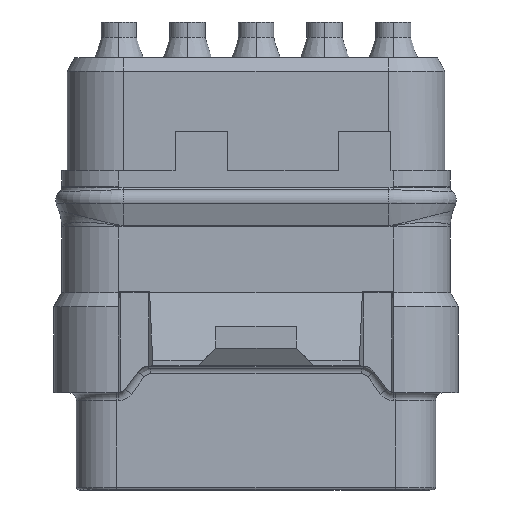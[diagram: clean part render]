
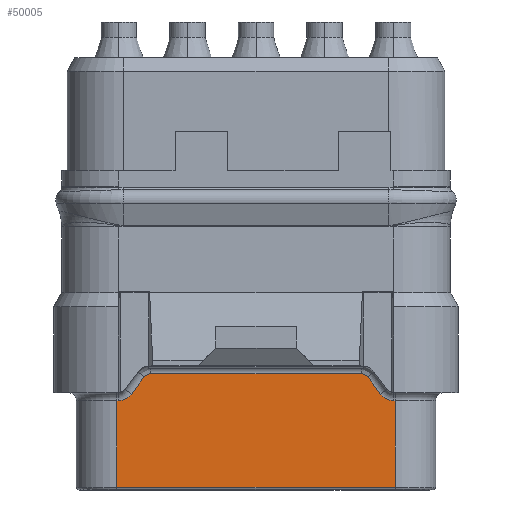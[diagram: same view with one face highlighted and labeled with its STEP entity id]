
A CAD part, front view. The second image highlights one B-rep face of the part: STEP entity #50005.
In plain terms, the highlighted planar face has unit normal (0, -1, 0).
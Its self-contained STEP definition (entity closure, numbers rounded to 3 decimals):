
#1029=DIRECTION('',(-1.,0.,0.));
#1030=VECTOR('',#1029,0.06);
#1031=CARTESIAN_POINT('',(-5.1,-5.81,-8.53));
#1032=LINE('',#1031,#1030);
#1043=CARTESIAN_POINT('',(-5.1,-5.81,-7.93));
#1044=DIRECTION('',(0.,1.,0.));
#1045=DIRECTION('',(0.8,0.,-0.6));
#1046=AXIS2_PLACEMENT_3D('',#1043,#1044,#1045);
#1677=CARTESIAN_POINT('',(5.1,-5.81,-7.93));
#1678=DIRECTION('',(0.,1.,0.));
#1679=DIRECTION('',(0.,0.,-1.));
#1680=AXIS2_PLACEMENT_3D('',#1677,#1678,#1679);
#2010=DIRECTION('',(0.,0.,-1.));
#2011=VECTOR('',#2010,3.21);
#2012=CARTESIAN_POINT('',(-5.16,-5.81,-8.53));
#2013=LINE('',#2012,#2011);
#2014=DIRECTION('',(0.,0.,-1.));
#2015=VECTOR('',#2014,3.21);
#2016=CARTESIAN_POINT('',(5.16,-5.81,-8.53));
#2017=LINE('',#2016,#2015);
#2027=DIRECTION('',(-0.6,0.,-0.8));
#2028=VECTOR('',#2027,0.8);
#2029=CARTESIAN_POINT('',(-4.14,-5.81,-7.65));
#2030=LINE('',#2029,#2028);
#2044=CARTESIAN_POINT('',(-3.9,-5.81,-7.83));
#2045=DIRECTION('',(0.,-1.,0.));
#2046=DIRECTION('',(0.,0.,1.));
#2047=AXIS2_PLACEMENT_3D('',#2044,#2045,#2046);
#2116=CARTESIAN_POINT('',(3.9,-5.81,-7.83));
#2117=DIRECTION('',(0.,-1.,0.));
#2118=DIRECTION('',(0.8,0.,0.6));
#2119=AXIS2_PLACEMENT_3D('',#2116,#2117,#2118);
#2182=DIRECTION('',(-1.,0.,0.));
#2183=VECTOR('',#2182,7.8);
#2184=CARTESIAN_POINT('',(3.9,-5.81,-7.53));
#2185=LINE('',#2184,#2183);
#2199=DIRECTION('',(-0.6,0.,0.8));
#2200=VECTOR('',#2199,0.8);
#2201=CARTESIAN_POINT('',(4.62,-5.81,-8.29));
#2202=LINE('',#2201,#2200);
#2208=DIRECTION('',(-1.,0.,0.));
#2209=VECTOR('',#2208,0.06);
#2210=CARTESIAN_POINT('',(5.16,-5.81,-8.53));
#2211=LINE('',#2210,#2209);
#4319=DIRECTION('',(-1.,0.,0.));
#4320=VECTOR('',#4319,10.32);
#4321=CARTESIAN_POINT('',(5.16,-5.81,-11.74));
#4322=LINE('',#4321,#4320);
#38500=CARTESIAN_POINT('',(5.16,-5.81,-11.74));
#38501=VERTEX_POINT('',#38500);
#38504=CARTESIAN_POINT('',(-5.16,-5.81,-11.74));
#38505=VERTEX_POINT('',#38504);
#38582=CARTESIAN_POINT('',(-5.16,-5.81,-8.53));
#38583=VERTEX_POINT('',#38582);
#38584=CARTESIAN_POINT('',(-5.1,-5.81,-8.53));
#38585=VERTEX_POINT('',#38584);
#38586=CARTESIAN_POINT('',(-4.62,-5.81,-8.29));
#38587=VERTEX_POINT('',#38586);
#38592=CARTESIAN_POINT('',(-4.14,-5.81,-7.65));
#38593=VERTEX_POINT('',#38592);
#38594=CARTESIAN_POINT('',(-3.9,-5.81,-7.53));
#38595=VERTEX_POINT('',#38594);
#38596=CARTESIAN_POINT('',(3.9,-5.81,-7.53));
#38597=VERTEX_POINT('',#38596);
#38598=CARTESIAN_POINT('',(4.14,-5.81,-7.65));
#38599=VERTEX_POINT('',#38598);
#38604=CARTESIAN_POINT('',(4.62,-5.81,-8.29));
#38605=VERTEX_POINT('',#38604);
#38606=CARTESIAN_POINT('',(5.1,-5.81,-8.53));
#38607=VERTEX_POINT('',#38606);
#38608=CARTESIAN_POINT('',(5.16,-5.81,-8.53));
#38609=VERTEX_POINT('',#38608);
#49978=CARTESIAN_POINT('',(5.16,-5.81,-8.23));
#49979=DIRECTION('',(0.,-1.,0.));
#49980=DIRECTION('',(-1.,0.,0.));
#49981=AXIS2_PLACEMENT_3D('',#49978,#49979,#49980);
#49982=PLANE('',#49981);
#49983=ORIENTED_EDGE('',*,*,#48427,.F.);
#49984=ORIENTED_EDGE('',*,*,#48445,.F.);
#49986=ORIENTED_EDGE('',*,*,#49985,.F.);
#49988=ORIENTED_EDGE('',*,*,#49987,.F.);
#49990=ORIENTED_EDGE('',*,*,#49989,.F.);
#49992=ORIENTED_EDGE('',*,*,#49991,.F.);
#49994=ORIENTED_EDGE('',*,*,#49993,.F.);
#49995=ORIENTED_EDGE('',*,*,#49518,.F.);
#49997=ORIENTED_EDGE('',*,*,#49996,.F.);
#49999=ORIENTED_EDGE('',*,*,#49998,.T.);
#50001=ORIENTED_EDGE('',*,*,#50000,.T.);
#50002=ORIENTED_EDGE('',*,*,#49970,.F.);
#50003=EDGE_LOOP('',(#49983,#49984,#49986,#49988,#49990,#49992,#49994,#49995,
#49997,#49999,#50001,#50002));
#50004=FACE_OUTER_BOUND('',#50003,.F.);
#50005=ADVANCED_FACE('',(#50004),#49982,.T.);
#1047=CIRCLE('',#1046,0.6);
#1681=CIRCLE('',#1680,0.6);
#2048=CIRCLE('',#2047,0.3);
#2120=CIRCLE('',#2119,0.3);
#48427=EDGE_CURVE('',#38585,#38583,#1032,.T.);
#48445=EDGE_CURVE('',#38587,#38585,#1047,.T.);
#49518=EDGE_CURVE('',#38607,#38605,#1681,.T.);
#49970=EDGE_CURVE('',#38583,#38505,#2013,.T.);
#49985=EDGE_CURVE('',#38593,#38587,#2030,.T.);
#49987=EDGE_CURVE('',#38595,#38593,#2048,.T.);
#49989=EDGE_CURVE('',#38597,#38595,#2185,.T.);
#49991=EDGE_CURVE('',#38599,#38597,#2120,.T.);
#49993=EDGE_CURVE('',#38605,#38599,#2202,.T.);
#49996=EDGE_CURVE('',#38609,#38607,#2211,.T.);
#49998=EDGE_CURVE('',#38609,#38501,#2017,.T.);
#50000=EDGE_CURVE('',#38501,#38505,#4322,.T.);
